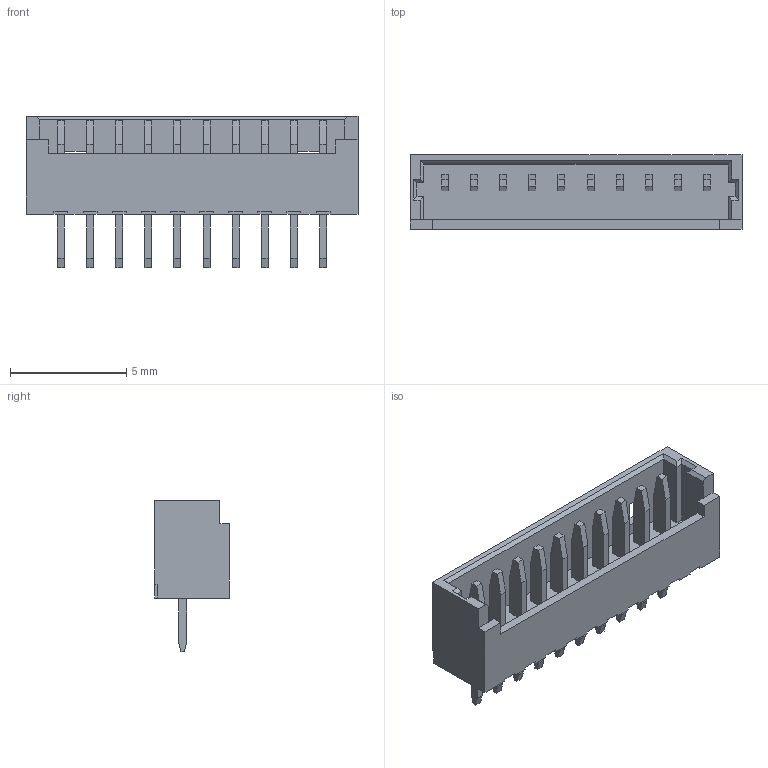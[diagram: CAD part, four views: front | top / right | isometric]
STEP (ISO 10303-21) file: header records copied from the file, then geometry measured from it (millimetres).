
FILE_DESCRIPTION(/* description */ ('Unknown'),/* implementation_level */ '2;1');
FILE_NAME(/* name */ '653010114822',/* time_stamp */ '2018-06-05T16:51:25+02:00',/* author */ ('Unknown'),/* organization */ ('Unknown'),/* preprocessor_version */ 'ST-DEVELOPER v16.7',/* originating_system */ 'DEX',/* authorisation */ $);
FILE_SCHEMA (('AUTOMOTIVE_DESIGN {1 0 10303 214 3 1 1}'));
Length unit declared in the file: millimetre
Products named in the file (3): 6530xx114822; 653010114822; 6530xx114822_PIN
Assembly tree (11 placements, depth 2):
  6530xx114822
    653010114822
    6530xx114822_PIN  x10
Bounding box: 14.25 x 3.2 x 6.5 mm (x, y, z)
Volume: 89.7 mm3; surface area: 410.3 mm2
Topology: 11 solids, 11 shells, 331 faces, 915 edges, 606 vertices
Faces by surface type: plane 331
Entity records: 6765 total; most frequent: CARTESIAN_POINT 1198, ORIENTED_EDGE 1182, DIRECTION 1025, EDGE_CURVE 591, LINE 591, VECTOR 591, VERTEX_POINT 390, EDGE_LOOP 229
